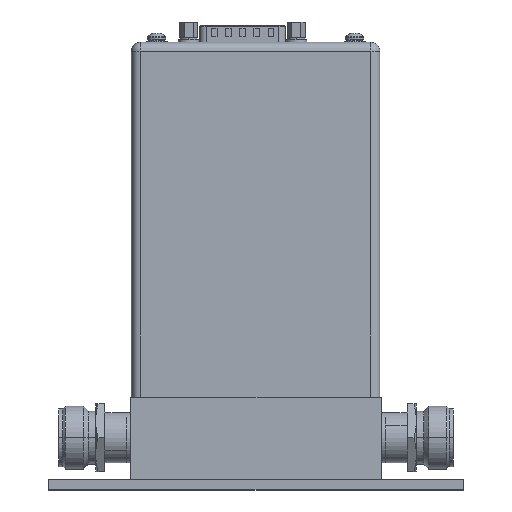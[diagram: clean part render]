
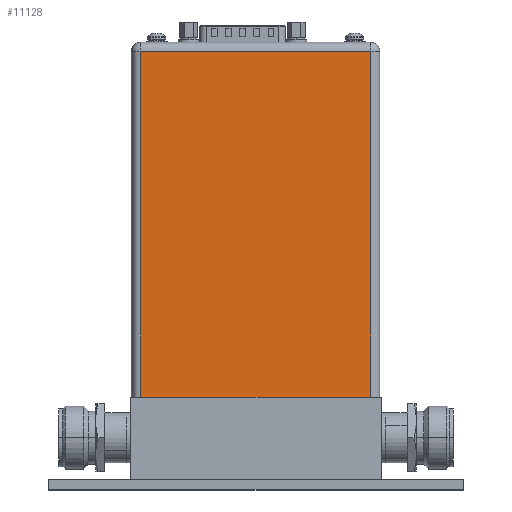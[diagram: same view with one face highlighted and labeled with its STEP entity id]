
A CAD part, top view. The second image highlights one B-rep face of the part: STEP entity #11128.
In plain terms, the highlighted planar face has unit normal (0, 0, 1).
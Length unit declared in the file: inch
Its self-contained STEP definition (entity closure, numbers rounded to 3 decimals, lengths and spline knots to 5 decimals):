
#10168=DIRECTION('',(0.,1.,0.));
#10169=VECTOR('',#10168,4.141);
#10170=CARTESIAN_POINT('',(1.3785,0.,1.425));
#10171=LINE('',#10170,#10169);
#10176=DIRECTION('',(-1.,0.,0.));
#10177=VECTOR('',#10176,2.757);
#10178=CARTESIAN_POINT('',(1.3785,0.,1.425));
#10179=LINE('',#10178,#10177);
#10184=DIRECTION('',(0.,-1.,0.));
#10185=VECTOR('',#10184,4.141);
#10186=CARTESIAN_POINT('',(-1.3785,4.141,1.425));
#10187=LINE('',#10186,#10185);
#10361=DIRECTION('',(-1.,0.,0.));
#10362=VECTOR('',#10361,2.757);
#10363=CARTESIAN_POINT('',(1.3785,4.141,1.425));
#10364=LINE('',#10363,#10362);
#10830=CARTESIAN_POINT('',(-1.3785,0.,1.425));
#10831=VERTEX_POINT('',#10830);
#10832=CARTESIAN_POINT('',(1.3785,0.,1.425));
#10833=VERTEX_POINT('',#10832);
#11016=CARTESIAN_POINT('',(-1.3785,4.141,1.425));
#11017=VERTEX_POINT('',#11016);
#11018=CARTESIAN_POINT('',(1.3785,4.141,1.425));
#11019=VERTEX_POINT('',#11018);
#11115=CARTESIAN_POINT('',(-1.4875,0.,1.425));
#11116=DIRECTION('',(0.,0.,1.));
#11117=DIRECTION('',(1.,0.,0.));
#11118=AXIS2_PLACEMENT_3D('',#11115,#11116,#11117);
#11119=PLANE('',#11118);
#11120=ORIENTED_EDGE('',*,*,#11107,.F.);
#11121=ORIENTED_EDGE('',*,*,#11035,.T.);
#11123=ORIENTED_EDGE('',*,*,#11122,.F.);
#11125=ORIENTED_EDGE('',*,*,#11124,.F.);
#11126=EDGE_LOOP('',(#11120,#11121,#11123,#11125));
#11127=FACE_OUTER_BOUND('',#11126,.F.);
#11128=ADVANCED_FACE('',(#11127),#11119,.T.);
#11035=EDGE_CURVE('',#10833,#10831,#10179,.T.);
#11107=EDGE_CURVE('',#10833,#11019,#10171,.T.);
#11122=EDGE_CURVE('',#11017,#10831,#10187,.T.);
#11124=EDGE_CURVE('',#11019,#11017,#10364,.T.);
